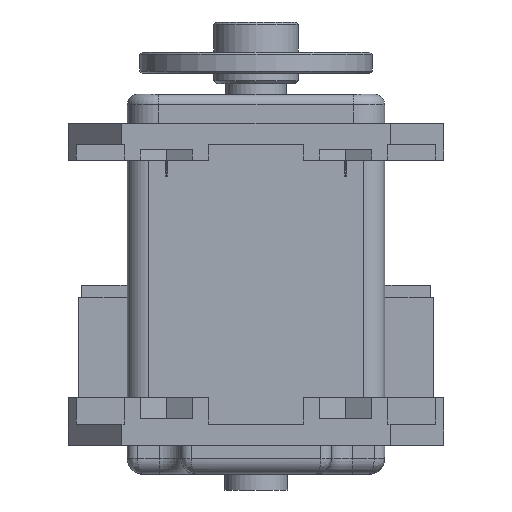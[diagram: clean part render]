
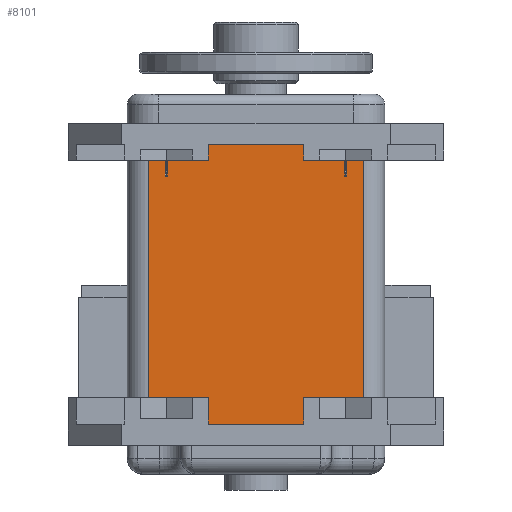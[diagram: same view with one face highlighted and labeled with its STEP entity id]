
A CAD part, front view. The second image highlights one B-rep face of the part: STEP entity #8101.
In plain terms, the highlighted planar face has unit normal (0, -1, 0).
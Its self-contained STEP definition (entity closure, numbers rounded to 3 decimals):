
#817=FACE_OUTER_BOUND('',#1361,.T.);
#1361=EDGE_LOOP('',(#7003,#7004,#7005,#7006,#7007,#7008,#7009,#7010,#7011,
#7012,#7013,#7014,#7015,#7016,#7017,#7018,#7019,#7020,#7021,#7022,#7023,
#7024,#7025,#7026));
#1570=LINE('',#12385,#2359);
#1585=LINE('',#12416,#2374);
#1586=LINE('',#12421,#2375);
#1602=LINE('',#12458,#2391);
#1760=LINE('',#12767,#2549);
#1764=LINE('',#12775,#2553);
#1770=LINE('',#12785,#2559);
#1849=LINE('',#13017,#2638);
#1850=LINE('',#13020,#2639);
#1855=LINE('',#13029,#2644);
#1864=LINE('',#13062,#2653);
#1867=LINE('',#13070,#2656);
#1869=LINE('',#13074,#2658);
#1945=LINE('',#13891,#2734);
#1977=LINE('',#13959,#2766);
#1992=LINE('',#13991,#2781);
#2036=LINE('',#14081,#2825);
#2037=LINE('',#14086,#2826);
#2164=LINE('',#14342,#2953);
#2166=LINE('',#14345,#2955);
#2176=LINE('',#14365,#2965);
#2177=LINE('',#14366,#2966);
#2178=LINE('',#14367,#2967);
#2179=LINE('',#14368,#2968);
#2359=VECTOR('',#9422,10.);
#2374=VECTOR('',#9439,10.);
#2375=VECTOR('',#9444,10.);
#2391=VECTOR('',#9468,10.);
#2549=VECTOR('',#9700,2.5);
#2553=VECTOR('',#9708,10.);
#2559=VECTOR('',#9716,10.);
#2638=VECTOR('',#9955,10.);
#2639=VECTOR('',#9958,10.);
#2644=VECTOR('',#9967,2.5);
#2653=VECTOR('',#10016,9.05);
#2656=VECTOR('',#10029,1.6);
#2658=VECTOR('',#10035,1.6);
#2734=VECTOR('',#10241,9.05);
#2766=VECTOR('',#10291,3.875);
#2781=VECTOR('',#10314,3.875);
#2825=VECTOR('',#10374,1.6);
#2826=VECTOR('',#10379,1.6);
#2953=VECTOR('',#10588,0.201);
#2955=VECTOR('',#10592,0.201);
#2965=VECTOR('',#10616,21.);
#2966=VECTOR('',#10617,2.5);
#2967=VECTOR('',#10618,2.5);
#2968=VECTOR('',#10619,10.);
#3494=VERTEX_POINT('',#12383);
#3495=VERTEX_POINT('',#12384);
#3509=VERTEX_POINT('',#12413);
#3510=VERTEX_POINT('',#12415);
#3511=VERTEX_POINT('',#12419);
#3512=VERTEX_POINT('',#12420);
#3528=VERTEX_POINT('',#12455);
#3529=VERTEX_POINT('',#12457);
#3643=VERTEX_POINT('',#12766);
#3645=VERTEX_POINT('',#12774);
#3648=VERTEX_POINT('',#12783);
#3721=VERTEX_POINT('',#13015);
#3722=VERTEX_POINT('',#13019);
#3724=VERTEX_POINT('',#13028);
#3822=VERTEX_POINT('',#13888);
#3823=VERTEX_POINT('',#13890);
#3846=VERTEX_POINT('',#13950);
#3850=VERTEX_POINT('',#13957);
#3862=VERTEX_POINT('',#13988);
#3863=VERTEX_POINT('',#13990);
#3900=VERTEX_POINT('',#14078);
#3901=VERTEX_POINT('',#14080);
#3902=VERTEX_POINT('',#14084);
#3903=VERTEX_POINT('',#14085);
#4358=EDGE_CURVE('',#3494,#3495,#1570,.T.);
#4373=EDGE_CURVE('',#3509,#3510,#1585,.T.);
#4375=EDGE_CURVE('',#3511,#3512,#1586,.T.);
#4392=EDGE_CURVE('',#3528,#3529,#1602,.T.);
#4550=EDGE_CURVE('',#3643,#3494,#1760,.T.);
#4554=EDGE_CURVE('',#3495,#3645,#1764,.T.);
#4560=EDGE_CURVE('',#3509,#3648,#1770,.T.);
#4677=EDGE_CURVE('',#3511,#3721,#1849,.T.);
#4678=EDGE_CURVE('',#3529,#3722,#1850,.T.);
#4683=EDGE_CURVE('',#3724,#3512,#1855,.T.);
#4694=EDGE_CURVE('',#3724,#3643,#1864,.T.);
#4697=EDGE_CURVE('',#3645,#3648,#1867,.T.);
#4699=EDGE_CURVE('',#3722,#3721,#1869,.T.);
#4821=EDGE_CURVE('',#3823,#3822,#1945,.T.);
#4853=EDGE_CURVE('',#3846,#3850,#1977,.T.);
#4868=EDGE_CURVE('',#3863,#3862,#1992,.T.);
#4912=EDGE_CURVE('',#3901,#3900,#2036,.T.);
#4914=EDGE_CURVE('',#3902,#3903,#2037,.T.);
#5050=EDGE_CURVE('',#3900,#3846,#2164,.T.);
#5052=EDGE_CURVE('',#3862,#3902,#2166,.T.);
#5062=EDGE_CURVE('',#3528,#3901,#2176,.T.);
#5063=EDGE_CURVE('',#3823,#3850,#2177,.T.);
#5064=EDGE_CURVE('',#3822,#3863,#2178,.T.);
#5065=EDGE_CURVE('',#3510,#3903,#2179,.T.);
#7003=ORIENTED_EDGE('',*,*,#5062,.T.);
#7004=ORIENTED_EDGE('',*,*,#4912,.T.);
#7005=ORIENTED_EDGE('',*,*,#5050,.T.);
#7006=ORIENTED_EDGE('',*,*,#4853,.T.);
#7007=ORIENTED_EDGE('',*,*,#5063,.F.);
#7008=ORIENTED_EDGE('',*,*,#4821,.T.);
#7009=ORIENTED_EDGE('',*,*,#5064,.T.);
#7010=ORIENTED_EDGE('',*,*,#4868,.T.);
#7011=ORIENTED_EDGE('',*,*,#5052,.T.);
#7012=ORIENTED_EDGE('',*,*,#4914,.T.);
#7013=ORIENTED_EDGE('',*,*,#5065,.F.);
#7014=ORIENTED_EDGE('',*,*,#4373,.F.);
#7015=ORIENTED_EDGE('',*,*,#4560,.T.);
#7016=ORIENTED_EDGE('',*,*,#4697,.F.);
#7017=ORIENTED_EDGE('',*,*,#4554,.F.);
#7018=ORIENTED_EDGE('',*,*,#4358,.F.);
#7019=ORIENTED_EDGE('',*,*,#4550,.F.);
#7020=ORIENTED_EDGE('',*,*,#4694,.F.);
#7021=ORIENTED_EDGE('',*,*,#4683,.T.);
#7022=ORIENTED_EDGE('',*,*,#4375,.F.);
#7023=ORIENTED_EDGE('',*,*,#4677,.T.);
#7024=ORIENTED_EDGE('',*,*,#4699,.F.);
#7025=ORIENTED_EDGE('',*,*,#4678,.F.);
#7026=ORIENTED_EDGE('',*,*,#4392,.F.);
#7691=PLANE('',#8732);
#8101=ADVANCED_FACE('',(#817),#7691,.T.);
#8732=AXIS2_PLACEMENT_3D('',#14364,#10614,#10615);
#9422=DIRECTION('',(1.,0.,0.));
#9439=DIRECTION('',(1.,0.,0.));
#9444=DIRECTION('',(1.,0.,0.));
#9468=DIRECTION('',(1.,0.,0.));
#9700=DIRECTION('',(0.,0.,-1.));
#9708=DIRECTION('',(0.,0.,-1.));
#9716=DIRECTION('',(0.,0.,-1.));
#9955=DIRECTION('',(0.,0.,-1.));
#9958=DIRECTION('',(0.,0.,-1.));
#9967=DIRECTION('',(0.,0.,-1.));
#10016=DIRECTION('',(1.,0.,0.));
#10029=DIRECTION('',(1.,0.,0.));
#10035=DIRECTION('',(1.,0.,0.));
#10241=DIRECTION('',(1.,0.,0.));
#10291=DIRECTION('',(1.,0.,0.));
#10314=DIRECTION('',(1.,0.,0.));
#10374=DIRECTION('',(1.,0.,0.));
#10379=DIRECTION('',(1.,0.,0.));
#10588=DIRECTION('',(1.,0.,0.));
#10592=DIRECTION('',(1.,0.,0.));
#10614=DIRECTION('center_axis',(0.,-1.,0.));
#10615=DIRECTION('ref_axis',(1.,0.,0.));
#10616=DIRECTION('',(0.,0.,-1.));
#10617=DIRECTION('',(0.,0.,1.));
#10618=DIRECTION('',(0.,0.,1.));
#10619=DIRECTION('',(0.,0.,-1.));
#12383=CARTESIAN_POINT('',(4.525,-33.,-10.));
#12384=CARTESIAN_POINT('',(8.4,-33.,-10.));
#12385=CARTESIAN_POINT('',(4.2,-33.,-10.));
#12413=CARTESIAN_POINT('',(8.6,-33.,-10.));
#12415=CARTESIAN_POINT('',(10.2,-33.,-10.));
#12416=CARTESIAN_POINT('',(5.1,-33.,-10.));
#12419=CARTESIAN_POINT('',(-8.4,-33.,-10.));
#12420=CARTESIAN_POINT('',(-4.525,-33.,-10.));
#12421=CARTESIAN_POINT('',(4.2,-33.,-10.));
#12455=CARTESIAN_POINT('',(-10.2,-33.,-10.));
#12457=CARTESIAN_POINT('',(-8.6,-33.,-10.));
#12458=CARTESIAN_POINT('',(-4.3,-33.,-10.));
#12766=CARTESIAN_POINT('',(4.525,-33.,-8.5));
#12767=CARTESIAN_POINT('',(4.525,-33.,-8.5));
#12774=CARTESIAN_POINT('',(8.4,-33.,-11.5));
#12775=CARTESIAN_POINT('',(8.4,-33.,-10.));
#12783=CARTESIAN_POINT('',(8.6,-33.,-11.5));
#12785=CARTESIAN_POINT('',(8.6,-33.,-10.));
#13015=CARTESIAN_POINT('',(-8.4,-33.,-11.5));
#13017=CARTESIAN_POINT('',(-8.4,-33.,-10.));
#13019=CARTESIAN_POINT('',(-8.6,-33.,-11.5));
#13020=CARTESIAN_POINT('',(-8.6,-33.,-10.));
#13028=CARTESIAN_POINT('',(-4.525,-33.,-8.5));
#13029=CARTESIAN_POINT('',(-4.525,-33.,-8.5));
#13062=CARTESIAN_POINT('',(-4.525,-33.,-8.5));
#13070=CARTESIAN_POINT('',(8.6,-33.,-11.5));
#13074=CARTESIAN_POINT('',(8.6,-33.,-11.5));
#13888=CARTESIAN_POINT('',(4.525,-33.,-35.));
#13890=CARTESIAN_POINT('',(-4.525,-33.,-35.));
#13891=CARTESIAN_POINT('',(-4.525,-33.,-35.));
#13950=CARTESIAN_POINT('',(-8.4,-33.,-32.5));
#13957=CARTESIAN_POINT('',(-4.525,-33.,-32.5));
#13959=CARTESIAN_POINT('',(-8.4,-33.,-32.5));
#13988=CARTESIAN_POINT('',(8.4,-33.,-32.5));
#13990=CARTESIAN_POINT('',(4.525,-33.,-32.5));
#13991=CARTESIAN_POINT('',(4.525,-33.,-32.5));
#14078=CARTESIAN_POINT('',(-8.6,-33.,-32.5));
#14080=CARTESIAN_POINT('',(-10.2,-33.,-32.5));
#14081=CARTESIAN_POINT('',(-10.2,-33.,-32.5));
#14084=CARTESIAN_POINT('',(8.6,-33.,-32.5));
#14085=CARTESIAN_POINT('',(10.2,-33.,-32.5));
#14086=CARTESIAN_POINT('',(8.6,-33.,-32.5));
#14342=CARTESIAN_POINT('',(-8.6,-33.,-32.5));
#14345=CARTESIAN_POINT('',(8.4,-33.,-32.5));
#14364=CARTESIAN_POINT('Origin',(-12.2,-33.,-39.75));
#14365=CARTESIAN_POINT('',(-10.2,-33.,-11.5));
#14366=CARTESIAN_POINT('',(-4.525,-33.,-35.));
#14367=CARTESIAN_POINT('',(4.525,-33.,-35.));
#14368=CARTESIAN_POINT('',(10.2,-33.,-10.));
